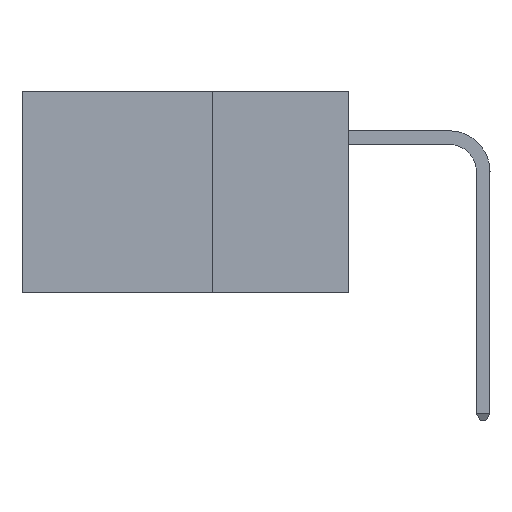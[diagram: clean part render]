
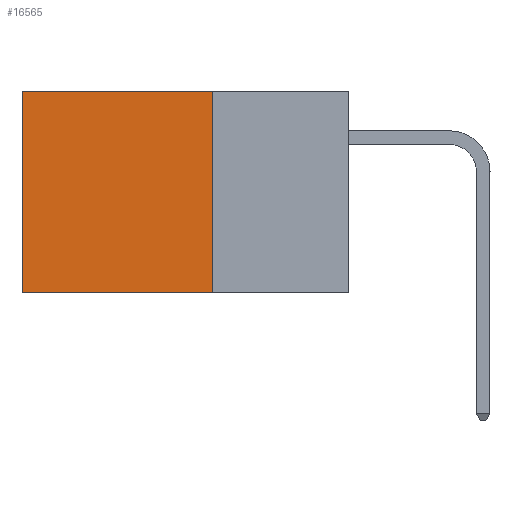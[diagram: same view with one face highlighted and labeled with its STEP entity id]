
A CAD part, left-side view. The second image highlights one B-rep face of the part: STEP entity #16565.
In plain terms, the highlighted planar face has unit normal (-1, 0, 0).
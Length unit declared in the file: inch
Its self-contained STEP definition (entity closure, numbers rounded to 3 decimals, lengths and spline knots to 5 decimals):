
#274 = VECTOR ( 'NONE', #7134, 39.37008 ) ;
#906 = EDGE_LOOP ( 'NONE', ( #4921, #3741, #13478, #17800 ) ) ;
#972 = LINE ( 'NONE', #18376, #274 ) ;
#1457 = VECTOR ( 'NONE', #9673, 39.37008 ) ;
#1527 = EDGE_CURVE ( 'NONE', #11053, #16231, #972, .T. ) ;
#3571 = DIRECTION ( 'NONE',  ( 0., 1., 0. ) ) ;
#3689 = CARTESIAN_POINT ( 'NONE',  ( 0.2875, 0.25, 0. ) ) ;
#3741 = ORIENTED_EDGE ( 'NONE', *, *, #6902, .F. ) ;
#3945 = VECTOR ( 'NONE', #12411, 39.37008 ) ;
#4654 = CARTESIAN_POINT ( 'NONE',  ( 0.2875, 0.25, 0. ) ) ;
#4921 = ORIENTED_EDGE ( 'NONE', *, *, #1527, .T. ) ;
#5005 = CARTESIAN_POINT ( 'NONE',  ( 0.2875, 0.25, -0.37 ) ) ;
#6902 = EDGE_CURVE ( 'NONE', #8776, #16231, #17429, .T. ) ;
#7117 = CARTESIAN_POINT ( 'NONE',  ( 0.2875, 0.6, -0.37 ) ) ;
#7134 = DIRECTION ( 'NONE',  ( 0., 0., -1. ) ) ;
#7463 = CARTESIAN_POINT ( 'NONE',  ( 0.2875, 0.6, 0. ) ) ;
#8063 = DIRECTION ( 'NONE',  ( 1., 0., 0. ) ) ;
#8367 = LINE ( 'NONE', #19721, #18113 ) ;
#8776 = VERTEX_POINT ( 'NONE', #15247 ) ;
#8799 = EDGE_CURVE ( 'NONE', #16617, #11053, #8367, .T. ) ;
#9673 = DIRECTION ( 'NONE',  ( 0., 1., 0. ) ) ;
#11053 = VERTEX_POINT ( 'NONE', #7463 ) ;
#11138 = LINE ( 'NONE', #14220, #3945 ) ;
#12411 = DIRECTION ( 'NONE',  ( 0., 0., -1. ) ) ;
#12922 = DIRECTION ( 'NONE',  ( 0., 0., -1. ) ) ;
#13478 = ORIENTED_EDGE ( 'NONE', *, *, #16970, .F. ) ;
#14220 = CARTESIAN_POINT ( 'NONE',  ( 0.2875, 0.25, 0. ) ) ;
#15247 = CARTESIAN_POINT ( 'NONE',  ( 0.2875, 0.25, -0.37 ) ) ;
#16231 = VERTEX_POINT ( 'NONE', #7117 ) ;
#16565 = ADVANCED_FACE ( 'NONE', ( #20802 ), #19203, .F. ) ;
#16617 = VERTEX_POINT ( 'NONE', #3689 ) ;
#16970 = EDGE_CURVE ( 'NONE', #16617, #8776, #11138, .T. ) ;
#17429 = LINE ( 'NONE', #5005, #1457 ) ;
#17800 = ORIENTED_EDGE ( 'NONE', *, *, #8799, .T. ) ;
#18113 = VECTOR ( 'NONE', #3571, 39.37008 ) ;
#18376 = CARTESIAN_POINT ( 'NONE',  ( 0.2875, 0.6, 0. ) ) ;
#19203 = PLANE ( 'NONE',  #19530 ) ;
#19530 = AXIS2_PLACEMENT_3D ( 'NONE', #4654, #8063, #12922 ) ;
#19721 = CARTESIAN_POINT ( 'NONE',  ( 0.2875, 0.25, 0. ) ) ;
#20802 = FACE_OUTER_BOUND ( 'NONE', #906, .T. ) ;
